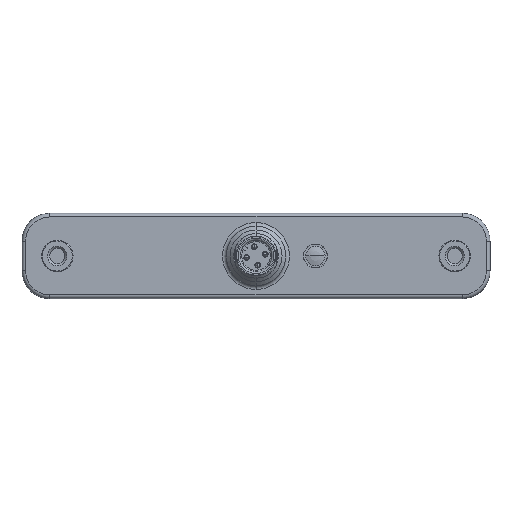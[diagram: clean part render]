
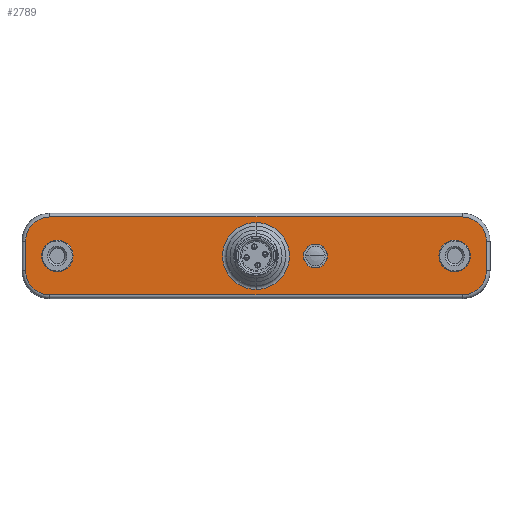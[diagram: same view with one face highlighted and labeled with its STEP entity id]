
A CAD part, top view. The second image highlights one B-rep face of the part: STEP entity #2789.
In plain terms, the highlighted planar face has unit normal (0, 0, 1).
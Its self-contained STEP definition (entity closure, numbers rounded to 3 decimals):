
#679=CARTESIAN_POINT('',(12.,0.,12.));
#680=DIRECTION('',(0.,0.,-1.));
#681=DIRECTION('',(-0.001,1.,0.));
#682=AXIS2_PLACEMENT_3D('',#679,#680,#681);
#694=CARTESIAN_POINT('',(67.5,4.,12.));
#695=DIRECTION('',(0.,0.,-1.));
#696=DIRECTION('',(0.,1.,0.));
#697=AXIS2_PLACEMENT_3D('',#694,#695,#696);
#699=CARTESIAN_POINT('',(67.5,-4.,12.));
#700=DIRECTION('',(0.,0.,-1.));
#701=DIRECTION('',(1.,0.,0.));
#702=AXIS2_PLACEMENT_3D('',#699,#700,#701);
#704=CARTESIAN_POINT('',(-43.5,-4.,12.));
#705=DIRECTION('',(0.,0.,-1.));
#706=DIRECTION('',(0.,-1.,0.));
#707=AXIS2_PLACEMENT_3D('',#704,#705,#706);
#709=CARTESIAN_POINT('',(-43.5,4.,12.));
#710=DIRECTION('',(0.,0.,-1.));
#711=DIRECTION('',(-1.,0.,0.));
#712=AXIS2_PLACEMENT_3D('',#709,#710,#711);
#714=CARTESIAN_POINT('',(-41.5,0.,12.));
#715=DIRECTION('',(0.,0.,1.));
#716=DIRECTION('',(-1.,0.,0.));
#717=AXIS2_PLACEMENT_3D('',#714,#715,#716);
#719=CARTESIAN_POINT('',(-41.5,0.,12.));
#720=DIRECTION('',(0.,0.,1.));
#721=DIRECTION('',(1.,0.,0.));
#722=AXIS2_PLACEMENT_3D('',#719,#720,#721);
#724=CARTESIAN_POINT('',(28.,0.,12.));
#725=DIRECTION('',(0.,0.,1.));
#726=DIRECTION('',(1.,0.,0.));
#727=AXIS2_PLACEMENT_3D('',#724,#725,#726);
#729=CARTESIAN_POINT('',(28.,0.,12.));
#730=DIRECTION('',(0.,0.,1.));
#731=DIRECTION('',(-1.,0.,0.));
#732=AXIS2_PLACEMENT_3D('',#729,#730,#731);
#734=CARTESIAN_POINT('',(65.5,0.,12.));
#735=DIRECTION('',(0.,0.,1.));
#736=DIRECTION('',(-1.,0.,0.));
#737=AXIS2_PLACEMENT_3D('',#734,#735,#736);
#739=CARTESIAN_POINT('',(65.5,0.,12.));
#740=DIRECTION('',(0.,0.,1.));
#741=DIRECTION('',(1.,0.,0.));
#742=AXIS2_PLACEMENT_3D('',#739,#740,#741);
#748=DIRECTION('',(-1.,0.,0.));
#749=VECTOR('',#748,111.);
#750=CARTESIAN_POINT('',(67.5,10.5,12.));
#751=LINE('',#750,#749);
#788=DIRECTION('',(1.,0.,0.));
#789=VECTOR('',#788,111.);
#790=CARTESIAN_POINT('',(-43.5,-10.5,12.));
#791=LINE('',#790,#789);
#811=DIRECTION('',(0.,1.,0.));
#812=VECTOR('',#811,8.);
#813=CARTESIAN_POINT('',(74.,-4.,12.));
#814=LINE('',#813,#812);
#873=DIRECTION('',(0.,-1.,0.));
#874=VECTOR('',#873,8.);
#875=CARTESIAN_POINT('',(-50.,4.,12.));
#876=LINE('',#875,#874);
#1772=CARTESIAN_POINT('',(12.,0.,12.));
#1773=DIRECTION('',(0.,0.,-1.));
#1774=DIRECTION('',(0.001,-1.,0.));
#1775=AXIS2_PLACEMENT_3D('',#1772,#1773,#1774);
#1950=CARTESIAN_POINT('',(31.2,0.,12.));
#1951=CARTESIAN_POINT('',(24.8,0.,12.));
#1952=VERTEX_POINT('',#1950);
#1953=VERTEX_POINT('',#1951);
#1954=CARTESIAN_POINT('',(67.5,10.5,12.));
#1955=CARTESIAN_POINT('',(-43.5,10.5,12.));
#1956=VERTEX_POINT('',#1954);
#1957=VERTEX_POINT('',#1955);
#1958=CARTESIAN_POINT('',(74.,4.,12.));
#1959=VERTEX_POINT('',#1958);
#1960=CARTESIAN_POINT('',(74.,-4.,12.));
#1961=VERTEX_POINT('',#1960);
#1962=CARTESIAN_POINT('',(67.5,-10.5,12.));
#1963=VERTEX_POINT('',#1962);
#1964=CARTESIAN_POINT('',(-43.5,-10.5,12.));
#1965=VERTEX_POINT('',#1964);
#1966=CARTESIAN_POINT('',(-50.,-4.,12.));
#1967=VERTEX_POINT('',#1966);
#1968=CARTESIAN_POINT('',(-50.,4.,12.));
#1969=VERTEX_POINT('',#1968);
#1970=CARTESIAN_POINT('',(-45.75,0.,12.));
#1971=CARTESIAN_POINT('',(-37.25,0.,12.));
#1972=VERTEX_POINT('',#1970);
#1973=VERTEX_POINT('',#1971);
#1974=CARTESIAN_POINT('',(61.25,0.,12.));
#1975=CARTESIAN_POINT('',(69.75,0.,12.));
#1976=VERTEX_POINT('',#1974);
#1977=VERTEX_POINT('',#1975);
#1979=CARTESIAN_POINT('',(12.,9.,12.));
#1981=VERTEX_POINT('',#1979);
#1983=CARTESIAN_POINT('',(12.,-9.,12.));
#1985=VERTEX_POINT('',#1983);
#2743=CARTESIAN_POINT('',(0.,0.,12.));
#2744=DIRECTION('',(0.,0.,-1.));
#2745=DIRECTION('',(1.,0.,0.));
#2746=AXIS2_PLACEMENT_3D('',#2743,#2744,#2745);
#2747=PLANE('',#2746);
#2749=ORIENTED_EDGE('',*,*,#2748,.F.);
#2751=ORIENTED_EDGE('',*,*,#2750,.T.);
#2753=ORIENTED_EDGE('',*,*,#2752,.F.);
#2755=ORIENTED_EDGE('',*,*,#2754,.T.);
#2757=ORIENTED_EDGE('',*,*,#2756,.F.);
#2759=ORIENTED_EDGE('',*,*,#2758,.T.);
#2761=ORIENTED_EDGE('',*,*,#2760,.F.);
#2763=ORIENTED_EDGE('',*,*,#2762,.T.);
#2764=EDGE_LOOP('',(#2749,#2751,#2753,#2755,#2757,#2759,#2761,#2763));
#2765=FACE_OUTER_BOUND('',#2764,.F.);
#2767=ORIENTED_EDGE('',*,*,#2766,.T.);
#2769=ORIENTED_EDGE('',*,*,#2768,.T.);
#2770=EDGE_LOOP('',(#2767,#2769));
#2771=FACE_BOUND('',#2770,.F.);
#2773=ORIENTED_EDGE('',*,*,#2772,.T.);
#2775=ORIENTED_EDGE('',*,*,#2774,.T.);
#2776=EDGE_LOOP('',(#2773,#2775));
#2777=FACE_BOUND('',#2776,.F.);
#2779=ORIENTED_EDGE('',*,*,#2778,.F.);
#2780=ORIENTED_EDGE('',*,*,#2726,.F.);
#2781=EDGE_LOOP('',(#2779,#2780));
#2782=FACE_BOUND('',#2781,.F.);
#2784=ORIENTED_EDGE('',*,*,#2783,.T.);
#2786=ORIENTED_EDGE('',*,*,#2785,.T.);
#2787=EDGE_LOOP('',(#2784,#2786));
#2788=FACE_BOUND('',#2787,.F.);
#2789=ADVANCED_FACE('',(#2765,#2771,#2777,#2782,#2788),#2747,.F.);
#683=CIRCLE('',#682,9.);
#698=CIRCLE('',#697,6.5);
#703=CIRCLE('',#702,6.5);
#708=CIRCLE('',#707,6.5);
#713=CIRCLE('',#712,6.5);
#718=CIRCLE('',#717,4.25);
#723=CIRCLE('',#722,4.25);
#728=CIRCLE('',#727,3.2);
#733=CIRCLE('',#732,3.2);
#738=CIRCLE('',#737,4.25);
#743=CIRCLE('',#742,4.25);
#1776=CIRCLE('',#1775,9.);
#2726=EDGE_CURVE('',#1981,#1985,#683,.T.);
#2748=EDGE_CURVE('',#1956,#1957,#751,.T.);
#2750=EDGE_CURVE('',#1956,#1959,#698,.T.);
#2752=EDGE_CURVE('',#1961,#1959,#814,.T.);
#2754=EDGE_CURVE('',#1961,#1963,#703,.T.);
#2756=EDGE_CURVE('',#1965,#1963,#791,.T.);
#2758=EDGE_CURVE('',#1965,#1967,#708,.T.);
#2760=EDGE_CURVE('',#1969,#1967,#876,.T.);
#2762=EDGE_CURVE('',#1969,#1957,#713,.T.);
#2766=EDGE_CURVE('',#1972,#1973,#718,.T.);
#2768=EDGE_CURVE('',#1973,#1972,#723,.T.);
#2772=EDGE_CURVE('',#1952,#1953,#728,.T.);
#2774=EDGE_CURVE('',#1953,#1952,#733,.T.);
#2778=EDGE_CURVE('',#1985,#1981,#1776,.T.);
#2783=EDGE_CURVE('',#1976,#1977,#738,.T.);
#2785=EDGE_CURVE('',#1977,#1976,#743,.T.);
